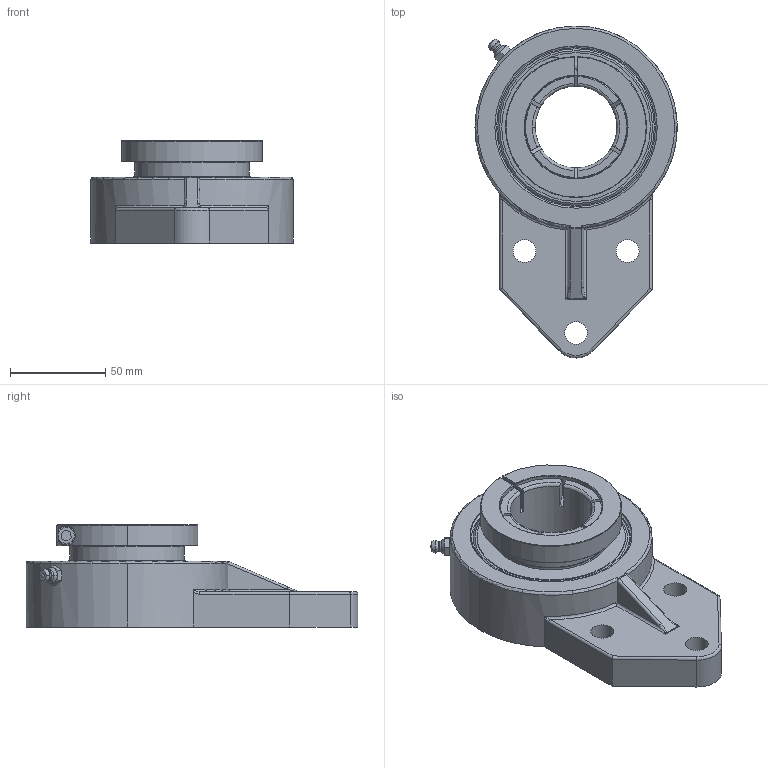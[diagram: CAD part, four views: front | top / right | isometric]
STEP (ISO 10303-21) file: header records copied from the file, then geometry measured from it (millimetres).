
FILE_DESCRIPTION(('HOOPS Exchange Step'),'2;1');
FILE_NAME('export-692F0BF6-C0B3-4094-9609-D21757E830C4.stp','2019-12-12T16:49:32+16:00',('ibuslach'),('Alibre'),'HOOPS Exchange 2019.2','Alibre','Unknown authorisation');
FILE_SCHEMA( ('AP242_MANAGED_MODEL_BASED_3D_ENGINEERING_MIM_LF {1 0 10303 442 1 1 4 }') );
Length unit declared in the file: centimetre
Products named in the file (8): MRN SFB 209; UCP ZERK 6mm; SUE 209 LOCK RING; SUE 209 SHIELD; SUE 207 BOLT; SUE 209-27 RACES; MRN SUE 209-27; MRN SUEFB 209-27
Assembly tree (8 placements, depth 3):
  MRN SUEFB 209-27
    MRN SFB 209
    UCP ZERK 6mm
    MRN SUE 209-27
      SUE 209 LOCK RING
      SUE 209 SHIELD  x2
      SUE 207 BOLT
      SUE 209-27 RACES
Bounding box: 105.95 x 173.98 x 53.5 mm (x, y, z)
Volume: 289087.3 mm3; surface area: 91633.2 mm2
Topology: 8 solids, 8 shells, 237 faces, 644 edges, 419 vertices
Faces by surface type: plane 75, cylinder 71, cone 40, torus 32, bspline 10, sphere 9
Full cylindrical faces by diameter (mm): 1.976 x2, 4.134 x1, 4.137 x1, 5.8 x1, 6 x2, 8.5 x1, 12 x3, 42.862 x1, 60 x4, 61.016 x2, 76 x2, 78 x2, 85.104 x1, 89.104 x1
Entity records: 13370 total; most frequent: CARTESIAN_POINT 7367, DIRECTION 1249, ORIENTED_EDGE 1232, EDGE_CURVE 616, AXIS2_PLACEMENT_3D 512, VERTEX_POINT 405, EDGE_LOOP 259, FACE_BOUND 259
